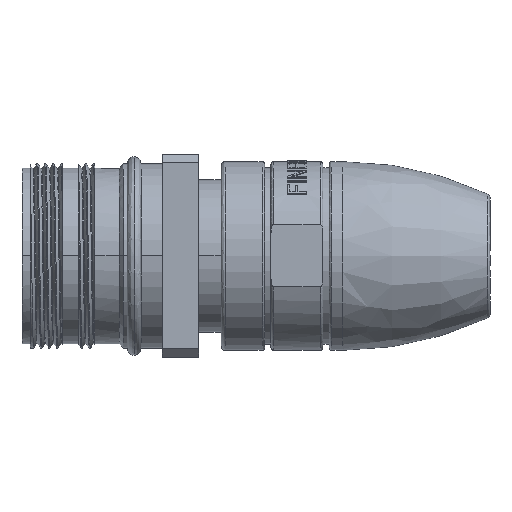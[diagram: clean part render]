
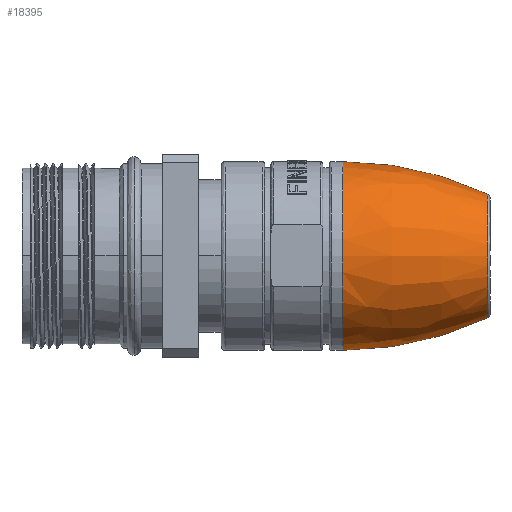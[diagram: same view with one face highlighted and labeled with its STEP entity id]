
A CAD part, top view. The second image highlights one B-rep face of the part: STEP entity #18395.
In plain terms, the highlighted free-form (B-spline) face has degree [3, 3] with [4, 4] control points.
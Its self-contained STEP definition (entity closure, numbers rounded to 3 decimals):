
#1397 = CARTESIAN_POINT ( 'NONE',  ( 18.584, -12.434, 20.581 ) ) ;
#2068 = CARTESIAN_POINT ( 'NONE',  ( 6.295, -32.477, 0. ) ) ;
#2214 = ORIENTED_EDGE ( 'NONE', *, *, #24099, .F. ) ;
#3373 = CARTESIAN_POINT ( 'NONE',  ( 12.515, 9.507, 0. ) ) ;
#3437 =( BOUNDED_SURFACE ( )  B_SPLINE_SURFACE ( 3, 3, ( 
 ( #23236, #5290, #23321, #11342 ),
 ( #25365, #13373, #1397, #15359 ),
 ( #3373, #17363, #5375, #19354 ),
 ( #7361, #21349, #9400, #23405 ) ),
 .UNSPECIFIED., .F., .F., .T. ) 
 B_SPLINE_SURFACE_WITH_KNOTS ( ( 4, 4 ),
 ( 4, 4 ),
 ( 0., 1. ),
 ( 0., 1. ),
 .UNSPECIFIED. ) 
 GEOMETRIC_REPRESENTATION_ITEM ( )  RATIONAL_B_SPLINE_SURFACE ( (
 ( 1., 0.333, 0.333, 1.),
 ( 0.984, 0.328, 0.328, 0.984),
 ( 0.984, 0.328, 0.328, 0.984),
 ( 1., 0.333, 0.333, 1.) ) ) 
 REPRESENTATION_ITEM ( '' )  SURFACE ( )  );
#4056 = DIRECTION ( 'NONE',  ( 0., 1., 0. ) ) ;
#4604 = ORIENTED_EDGE ( 'NONE', *, *, #15552, .T. ) ;
#5290 = CARTESIAN_POINT ( 'NONE',  ( 24.208, 5.493, 15.273 ) ) ;
#5375 = CARTESIAN_POINT ( 'NONE',  ( 12.515, -13.793, 23.3 ) ) ;
#5489 = EDGE_LOOP ( 'NONE', ( #2214, #17166, #4604, #11775 ) ) ;
#5512 = EDGE_CURVE ( 'NONE', #23075, #9293, #20557, .T. ) ;
#7361 = CARTESIAN_POINT ( 'NONE',  ( 6.295, 9.507, 0. ) ) ;
#7805 = CARTESIAN_POINT ( 'NONE',  ( 6.295, 9.507, 0. ) ) ;
#8017 = CARTESIAN_POINT ( 'NONE',  ( 24.208, -2.143, 0. ) ) ;
#8187 = AXIS2_PLACEMENT_3D ( 'NONE', #2068, #16027, #4056 ) ;
#8196 = CARTESIAN_POINT ( 'NONE',  ( 24.208, 5.493, 0. ) ) ;
#9293 = VERTEX_POINT ( 'NONE', #17042 ) ;
#9400 = CARTESIAN_POINT ( 'NONE',  ( 6.295, -13.793, 23.3 ) ) ;
#10052 = DIRECTION ( 'NONE',  ( 0., 1., 0. ) ) ;
#11251 = CARTESIAN_POINT ( 'NONE',  ( 6.295, -2.143, 0. ) ) ;
#11342 = CARTESIAN_POINT ( 'NONE',  ( 24.208, -9.78, 0. ) ) ;
#11351 = CIRCLE ( 'NONE', #17007, 7.637 ) ;
#11636 = CARTESIAN_POINT ( 'NONE',  ( 6.295, 28.19, 0. ) ) ;
#11775 = ORIENTED_EDGE ( 'NONE', *, *, #5512, .T. ) ;
#12900 = CIRCLE ( 'NONE', #22027, 41.983 ) ;
#13044 = CARTESIAN_POINT ( 'NONE',  ( 24.208, -9.78, 0. ) ) ;
#13282 = DIRECTION ( 'NONE',  ( 0., 1., 0. ) ) ;
#13373 = CARTESIAN_POINT ( 'NONE',  ( 18.584, 8.147, 20.581 ) ) ;
#13660 = DIRECTION ( 'NONE',  ( 0., -1., 0. ) ) ;
#14334 = CIRCLE ( 'NONE', #8187, 41.983 ) ;
#15359 = CARTESIAN_POINT ( 'NONE',  ( 18.584, -12.434, 0. ) ) ;
#15552 = EDGE_CURVE ( 'NONE', #19983, #23075, #14334, .T. ) ;
#16027 = DIRECTION ( 'NONE',  ( 0., 0., 1. ) ) ;
#17007 = AXIS2_PLACEMENT_3D ( 'NONE', #8017, #22001, #10052 ) ;
#17042 = CARTESIAN_POINT ( 'NONE',  ( 6.295, -13.793, 0. ) ) ;
#17166 = ORIENTED_EDGE ( 'NONE', *, *, #21890, .F. ) ;
#17363 = CARTESIAN_POINT ( 'NONE',  ( 12.515, 9.507, 23.3 ) ) ;
#18395 = ADVANCED_FACE ( 'NONE', ( #19816 ), #3437, .T. ) ;
#19354 = CARTESIAN_POINT ( 'NONE',  ( 12.515, -13.793, 0. ) ) ;
#19816 = FACE_OUTER_BOUND ( 'NONE', #5489, .T. ) ;
#19983 = VERTEX_POINT ( 'NONE', #8196 ) ;
#20557 = CIRCLE ( 'NONE', #22535, 11.65 ) ;
#21349 = CARTESIAN_POINT ( 'NONE',  ( 6.295, 9.507, 23.3 ) ) ;
#21890 = EDGE_CURVE ( 'NONE', #19983, #24174, #11351, .T. ) ;
#22001 = DIRECTION ( 'NONE',  ( 1., 0., 0. ) ) ;
#22027 = AXIS2_PLACEMENT_3D ( 'NONE', #11636, #25647, #13660 ) ;
#22535 = AXIS2_PLACEMENT_3D ( 'NONE', #11251, #25267, #13282 ) ;
#23075 = VERTEX_POINT ( 'NONE', #7805 ) ;
#23236 = CARTESIAN_POINT ( 'NONE',  ( 24.208, 5.493, 0. ) ) ;
#23321 = CARTESIAN_POINT ( 'NONE',  ( 24.208, -9.78, 15.273 ) ) ;
#23405 = CARTESIAN_POINT ( 'NONE',  ( 6.295, -13.793, 0. ) ) ;
#24099 = EDGE_CURVE ( 'NONE', #24174, #9293, #12900, .T. ) ;
#24174 = VERTEX_POINT ( 'NONE', #13044 ) ;
#25267 = DIRECTION ( 'NONE',  ( 1., 0., 0. ) ) ;
#25365 = CARTESIAN_POINT ( 'NONE',  ( 18.584, 8.147, 0. ) ) ;
#25647 = DIRECTION ( 'NONE',  ( 0., 0., -1. ) ) ;
